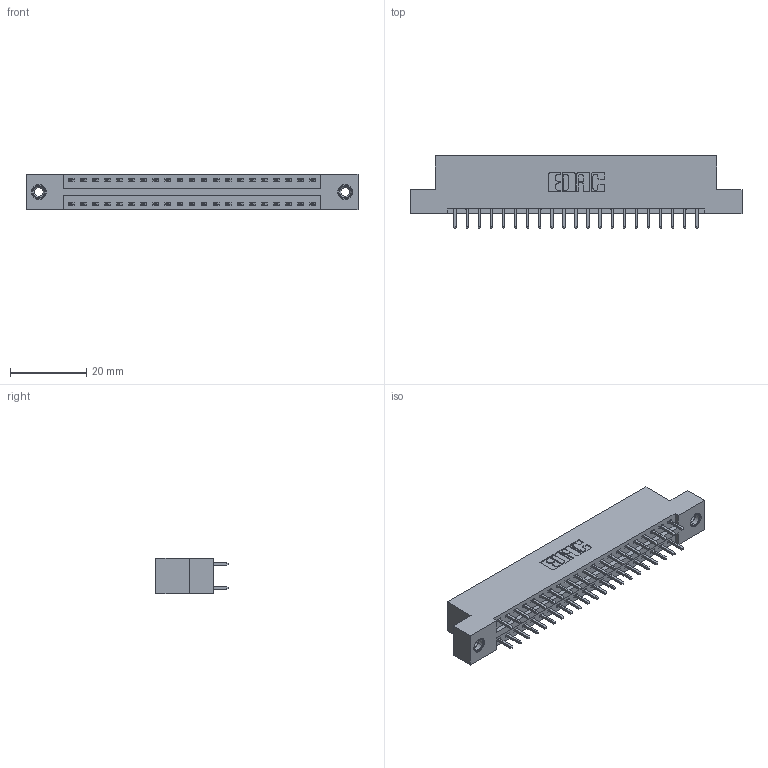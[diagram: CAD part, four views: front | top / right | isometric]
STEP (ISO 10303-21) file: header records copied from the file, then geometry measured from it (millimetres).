
FILE_DESCRIPTION (( 'STEP AP203' ), '1' );
FILE_NAME ('346-042-521-208.STEP', '2018-08-24T21:51:59', ( '' ), ( '' ), 'SwSTEP 2.0', 'SolidWorks 2016', '' );
FILE_SCHEMA (( 'CONFIG_CONTROL_DESIGN' ));
Length unit declared in the file: inch
Products named in the file (4): 346 Part_Flush Mounting Lugs - 0.156 Dia-TI; 345-292-001_345-293-121; 345-250-001_345-250-003-102; 346-042-521-208
Assembly tree (45 placements, depth 2):
  346-042-521-208
    346 Part_Flush Mounting Lugs - 0.156 Dia-TI
    345-292-001_345-293-121  x42
    345-250-001_345-250-003-102  x2
Bounding box: 87.25 x 19.05 x 9.4 mm (x, y, z)
Volume: 8321.1 mm3; surface area: 11012.4 mm2
Topology: 45 solids, 45 shells, 2366 faces, 6975 edges, 4586 vertices
Faces by surface type: plane 1578, cylinder 772, cone 12, torus 4
Entity records: 17736 total; most frequent: CARTESIAN_POINT 2935, ORIENTED_EDGE 2862, DIRECTION 2665, EDGE_CURVE 1431, VECTOR 1195, LINE 1195, VERTEX_POINT 948, AXIS2_PLACEMENT_3D 735
